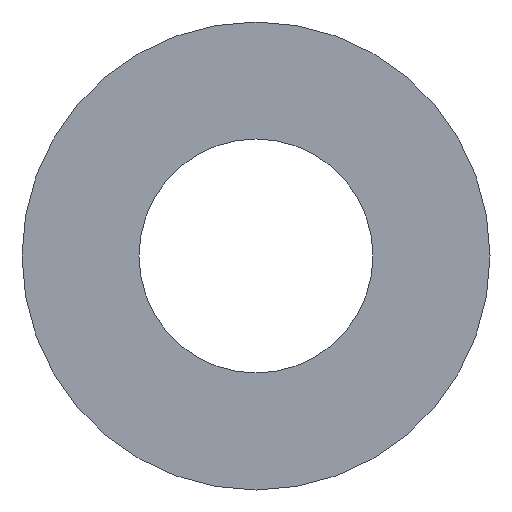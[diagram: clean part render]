
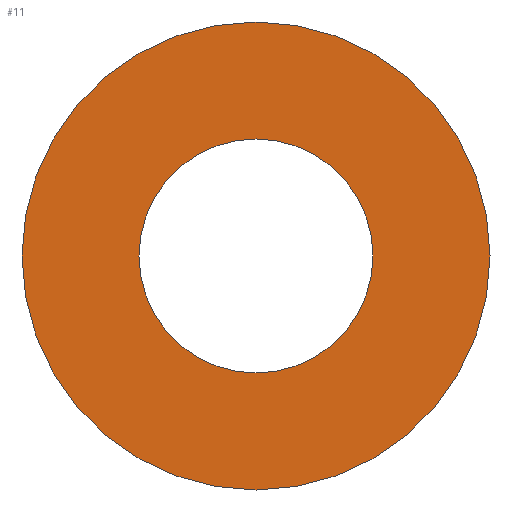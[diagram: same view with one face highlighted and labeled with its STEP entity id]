
A CAD part, front view. The second image highlights one B-rep face of the part: STEP entity #11.
In plain terms, the highlighted planar face has unit normal (0, -1, 0).
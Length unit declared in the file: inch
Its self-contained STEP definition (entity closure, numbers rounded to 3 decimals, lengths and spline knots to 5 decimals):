
#11 = ADVANCED_FACE ( 'NONE', ( #194, #32 ), #95, .F. ) ;
#13 = ORIENTED_EDGE ( 'NONE', *, *, #192, .T. ) ;
#21 = CARTESIAN_POINT ( 'NONE',  ( 0., 0., -0.13 ) ) ;
#27 = EDGE_CURVE ( 'NONE', #29, #122, #150, .T. ) ;
#29 = VERTEX_POINT ( 'NONE', #164 ) ;
#32 = FACE_BOUND ( 'NONE', #144, .T. ) ;
#34 = ORIENTED_EDGE ( 'NONE', *, *, #80, .F. ) ;
#42 = AXIS2_PLACEMENT_3D ( 'NONE', #186, #151, #104 ) ;
#49 = CIRCLE ( 'NONE', #173, 0.065 ) ;
#51 = DIRECTION ( 'NONE',  ( 0., 0., 1. ) ) ;
#79 = AXIS2_PLACEMENT_3D ( 'NONE', #128, #112, #161 ) ;
#80 = EDGE_CURVE ( 'NONE', #122, #29, #198, .T. ) ;
#87 = EDGE_CURVE ( 'NONE', #204, #110, #49, .T. ) ;
#89 = CARTESIAN_POINT ( 'NONE',  ( 0., 0., -0.065 ) ) ;
#94 = AXIS2_PLACEMENT_3D ( 'NONE', #111, #113, #114 ) ;
#95 = PLANE ( 'NONE',  #189 ) ;
#104 = DIRECTION ( 'NONE',  ( 0., 0., 1. ) ) ;
#110 = VERTEX_POINT ( 'NONE', #125 ) ;
#111 = CARTESIAN_POINT ( 'NONE',  ( 0., 0., 0. ) ) ;
#112 = DIRECTION ( 'NONE',  ( 0., 1., 0. ) ) ;
#113 = DIRECTION ( 'NONE',  ( 0., 1., 0. ) ) ;
#114 = DIRECTION ( 'NONE',  ( 0., 0., 1. ) ) ;
#115 = CIRCLE ( 'NONE', #42, 0.065 ) ;
#116 = DIRECTION ( 'NONE',  ( 0., 0., 1. ) ) ;
#122 = VERTEX_POINT ( 'NONE', #21 ) ;
#125 = CARTESIAN_POINT ( 'NONE',  ( 0., 0., 0.065 ) ) ;
#128 = CARTESIAN_POINT ( 'NONE',  ( 0., 0., 0. ) ) ;
#129 = DIRECTION ( 'NONE',  ( 0., 1., 0. ) ) ;
#141 = EDGE_LOOP ( 'NONE', ( #34, #149 ) ) ;
#144 = EDGE_LOOP ( 'NONE', ( #156, #13 ) ) ;
#147 = DIRECTION ( 'NONE',  ( 0., 1., 0. ) ) ;
#149 = ORIENTED_EDGE ( 'NONE', *, *, #27, .F. ) ;
#150 = CIRCLE ( 'NONE', #94, 0.13 ) ;
#151 = DIRECTION ( 'NONE',  ( 0., 1., 0. ) ) ;
#156 = ORIENTED_EDGE ( 'NONE', *, *, #87, .T. ) ;
#161 = DIRECTION ( 'NONE',  ( 0., 0., 1. ) ) ;
#164 = CARTESIAN_POINT ( 'NONE',  ( 0., 0., 0.13 ) ) ;
#173 = AXIS2_PLACEMENT_3D ( 'NONE', #196, #147, #116 ) ;
#186 = CARTESIAN_POINT ( 'NONE',  ( 0., 0., 0. ) ) ;
#189 = AXIS2_PLACEMENT_3D ( 'NONE', #195, #129, #51 ) ;
#192 = EDGE_CURVE ( 'NONE', #110, #204, #115, .T. ) ;
#194 = FACE_OUTER_BOUND ( 'NONE', #141, .T. ) ;
#195 = CARTESIAN_POINT ( 'NONE',  ( 0., 0., 0. ) ) ;
#196 = CARTESIAN_POINT ( 'NONE',  ( 0., 0., 0. ) ) ;
#198 = CIRCLE ( 'NONE', #79, 0.13 ) ;
#204 = VERTEX_POINT ( 'NONE', #89 ) ;
